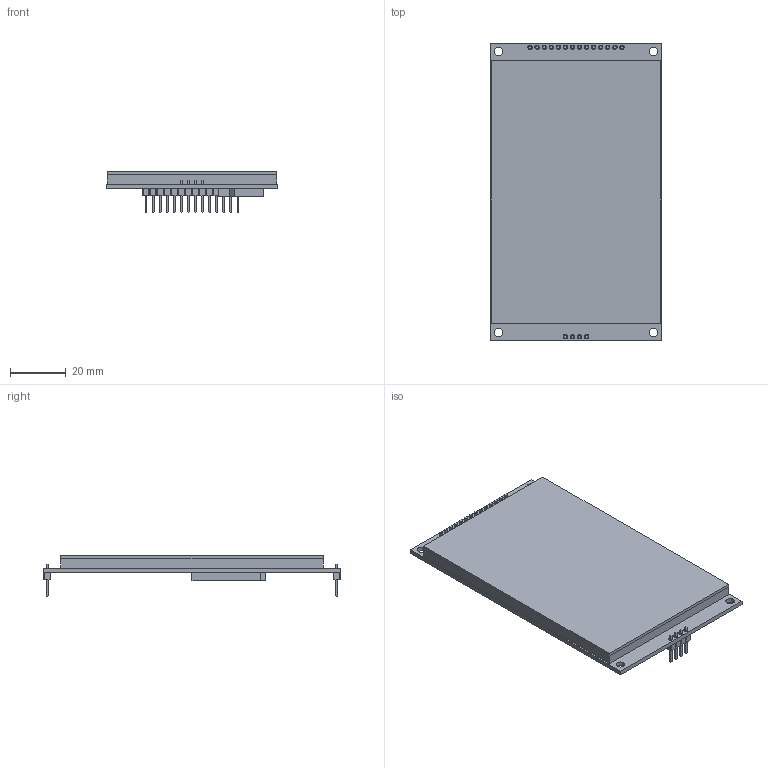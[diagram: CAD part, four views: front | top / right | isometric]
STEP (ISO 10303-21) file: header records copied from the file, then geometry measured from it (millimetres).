
FILE_DESCRIPTION(/* description */ (''),/* implementation_level */ '2;1');
FILE_NAME(/* name */ 'ST7796S Display v7.step',/* time_stamp */ '2024-03-05T05:56:58-05:00',/* author */ (''),/* organization */ (''),/* preprocessor_version */ 'ST-DEVELOPER v20',/* originating_system */ 'Autodesk Translation Framework v12.20.1.177',/* authorisation */ '');
FILE_SCHEMA (('AUTOMOTIVE_DESIGN { 1 0 10303 214 3 1 1 }'));
Length unit declared in the file: millimetre
Products named in the file (8): ST7796S Display; TFT Housing; Glass; TFT Screen 480x320; Annular Rings; SD Card; Pin Headers; Pins
Assembly tree (7 placements, depth 3):
  ST7796S Display
    TFT Housing
      Glass
      TFT Screen 480x320
    Annular Rings
    SD Card
    Pin Headers
      Pins
Bounding box: 61.75 x 107 x 14.66 mm (x, y, z)
Volume: 37717.7 mm3; surface area: 50958 mm2
Topology: 77 solids, 77 shells, 575 faces, 1188 edges, 768 vertices
Faces by surface type: plane 409, cylinder 166
Full cylindrical faces by diameter (mm): 0.889 x54, 1.575 x36, 3.15 x4
Entity records: 15544 total; most frequent: DIRECTION 2700, CARTESIAN_POINT 2546, ORIENTED_EDGE 2376, EDGE_CURVE 1188, AXIS2_PLACEMENT_3D 922, LINE 856, VECTOR 856, VERTEX_POINT 768
